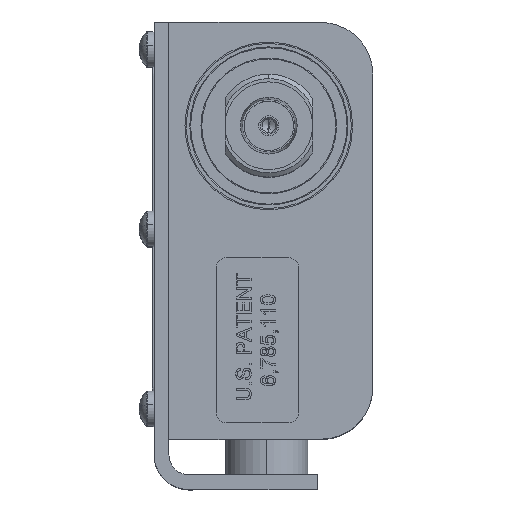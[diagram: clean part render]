
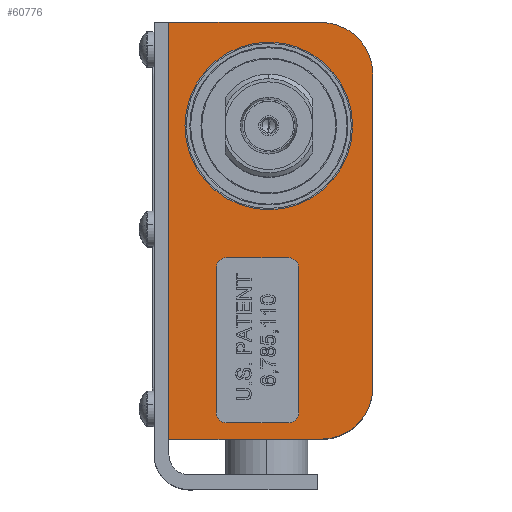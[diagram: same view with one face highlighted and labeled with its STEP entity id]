
A CAD part, top view. The second image highlights one B-rep face of the part: STEP entity #60776.
In plain terms, the highlighted face is planar.
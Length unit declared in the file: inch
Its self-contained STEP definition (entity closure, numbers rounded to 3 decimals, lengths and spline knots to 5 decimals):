
#930 = EDGE_CURVE ( 'NONE', #11878, #31236, #20080, .T. ) ;
#3123 = DIRECTION ( 'NONE',  ( 0., 0., 1. ) ) ;
#3286 = ORIENTED_EDGE ( 'NONE', *, *, #44679, .F. ) ;
#3876 = DIRECTION ( 'NONE',  ( -1., 0., 0. ) ) ;
#3919 = DIRECTION ( 'NONE',  ( -1., 0., 0. ) ) ;
#6133 = FACE_BOUND ( 'NONE', #42375, .T. ) ;
#7753 = CARTESIAN_POINT ( 'NONE',  ( 0.9495, -0.3045, -0.834 ) ) ;
#7883 = VERTEX_POINT ( 'NONE', #43368 ) ;
#9712 = AXIS2_PLACEMENT_3D ( 'NONE', #9746, #46113, #40481 ) ;
#9716 = ORIENTED_EDGE ( 'NONE', *, *, #28756, .T. ) ;
#9746 = CARTESIAN_POINT ( 'NONE',  ( -0.9495, -0.3045, -0.834 ) ) ;
#10567 = DIRECTION ( 'NONE',  ( 0., 1., 0. ) ) ;
#11452 = EDGE_CURVE ( 'NONE', #54988, #64645, #55547, .T. ) ;
#11840 = CARTESIAN_POINT ( 'NONE',  ( -0.6355, 0.5205, -0.834 ) ) ;
#11878 = VERTEX_POINT ( 'NONE', #57341 ) ;
#12288 = ORIENTED_EDGE ( 'NONE', *, *, #63485, .F. ) ;
#12863 = CARTESIAN_POINT ( 'NONE',  ( -0.6355, 0.0125, -0.834 ) ) ;
#13221 = CARTESIAN_POINT ( 'NONE',  ( -0.9495, -0.6175, -0.834 ) ) ;
#14844 = AXIS2_PLACEMENT_3D ( 'NONE', #34144, #54833, #29102 ) ;
#15270 = CIRCLE ( 'NONE', #14844, 0.508 ) ;
#18626 = ORIENTED_EDGE ( 'NONE', *, *, #11452, .T. ) ;
#20080 = LINE ( 'NONE', #63137, #53215 ) ;
#20197 = CARTESIAN_POINT ( 'NONE',  ( 1.2625, 0.6175, -0.834 ) ) ;
#20656 = EDGE_CURVE ( 'NONE', #33842, #7883, #65926, .T. ) ;
#21158 = EDGE_CURVE ( 'NONE', #41316, #11878, #40060, .T. ) ;
#24489 = CARTESIAN_POINT ( 'NONE',  ( -1.2625, -0.3045, -0.834 ) ) ;
#25893 = CARTESIAN_POINT ( 'NONE',  ( -0.9495, -0.6175, -0.834 ) ) ;
#27904 = FACE_OUTER_BOUND ( 'NONE', #53877, .T. ) ;
#28258 = VECTOR ( 'NONE', #38773, 39.37008 ) ;
#28267 = CARTESIAN_POINT ( 'NONE',  ( -0.9495, -0.3045, -0.834 ) ) ;
#28756 = EDGE_CURVE ( 'NONE', #64645, #54988, #15270, .T. ) ;
#29102 = DIRECTION ( 'NONE',  ( 0., -1., 0. ) ) ;
#29936 = EDGE_CURVE ( 'NONE', #7883, #52259, #56663, .T. ) ;
#31236 = VERTEX_POINT ( 'NONE', #20197 ) ;
#33830 = ORIENTED_EDGE ( 'NONE', *, *, #930, .F. ) ;
#33842 = VERTEX_POINT ( 'NONE', #66624 ) ;
#34144 = CARTESIAN_POINT ( 'NONE',  ( -0.6355, 0.0125, -0.834 ) ) ;
#34896 = PLANE ( 'NONE',  #40698 ) ;
#38773 = DIRECTION ( 'NONE',  ( 1., 0., 0. ) ) ;
#39675 = DIRECTION ( 'NONE',  ( 0., -1., 0. ) ) ;
#40060 = CIRCLE ( 'NONE', #42238, 0.313 ) ;
#40481 = DIRECTION ( 'NONE',  ( -1., 0., 0. ) ) ;
#40698 = AXIS2_PLACEMENT_3D ( 'NONE', #28267, #65764, #3919 ) ;
#41316 = VERTEX_POINT ( 'NONE', #61738 ) ;
#41654 = AXIS2_PLACEMENT_3D ( 'NONE', #12863, #3123, #45162 ) ;
#42238 = AXIS2_PLACEMENT_3D ( 'NONE', #7753, #43892, #64850 ) ;
#42375 = EDGE_LOOP ( 'NONE', ( #9716, #18626 ) ) ;
#43368 = CARTESIAN_POINT ( 'NONE',  ( -1.2625, -0.3045, -0.834 ) ) ;
#43892 = DIRECTION ( 'NONE',  ( 0., 0., 1. ) ) ;
#44679 = EDGE_CURVE ( 'NONE', #31236, #33842, #50675, .T. ) ;
#45162 = DIRECTION ( 'NONE',  ( 0., -1., 0. ) ) ;
#46113 = DIRECTION ( 'NONE',  ( 0., 0., 1. ) ) ;
#50675 = LINE ( 'NONE', #54850, #55521 ) ;
#52259 = VERTEX_POINT ( 'NONE', #25893 ) ;
#52449 = ORIENTED_EDGE ( 'NONE', *, *, #29936, .F. ) ;
#52466 = CARTESIAN_POINT ( 'NONE',  ( -0.6355, -0.4955, -0.834 ) ) ;
#53215 = VECTOR ( 'NONE', #10567, 39.37008 ) ;
#53877 = EDGE_LOOP ( 'NONE', ( #33830, #54899, #12288, #52449, #63207, #3286 ) ) ;
#54833 = DIRECTION ( 'NONE',  ( 0., 0., 1. ) ) ;
#54850 = CARTESIAN_POINT ( 'NONE',  ( -1.2625, 0.6175, -0.834 ) ) ;
#54899 = ORIENTED_EDGE ( 'NONE', *, *, #21158, .F. ) ;
#54988 = VERTEX_POINT ( 'NONE', #11840 ) ;
#55521 = VECTOR ( 'NONE', #3876, 39.37008 ) ;
#55547 = CIRCLE ( 'NONE', #41654, 0.508 ) ;
#56663 = CIRCLE ( 'NONE', #9712, 0.313 ) ;
#57341 = CARTESIAN_POINT ( 'NONE',  ( 1.2625, -0.3045, -0.834 ) ) ;
#60776 = ADVANCED_FACE ( 'NONE', ( #6133, #27904 ), #34896, .T. ) ;
#61738 = CARTESIAN_POINT ( 'NONE',  ( 0.9495, -0.6175, -0.834 ) ) ;
#63137 = CARTESIAN_POINT ( 'NONE',  ( 1.2625, -0.3045, -0.834 ) ) ;
#63207 = ORIENTED_EDGE ( 'NONE', *, *, #20656, .F. ) ;
#63485 = EDGE_CURVE ( 'NONE', #52259, #41316, #64624, .T. ) ;
#64624 = LINE ( 'NONE', #13221, #28258 ) ;
#64645 = VERTEX_POINT ( 'NONE', #52466 ) ;
#64850 = DIRECTION ( 'NONE',  ( 1., 0., 0. ) ) ;
#65764 = DIRECTION ( 'NONE',  ( 0., 0., -1. ) ) ;
#65926 = LINE ( 'NONE', #24489, #66659 ) ;
#66624 = CARTESIAN_POINT ( 'NONE',  ( -1.2625, 0.6175, -0.834 ) ) ;
#66659 = VECTOR ( 'NONE', #39675, 39.37008 ) ;
